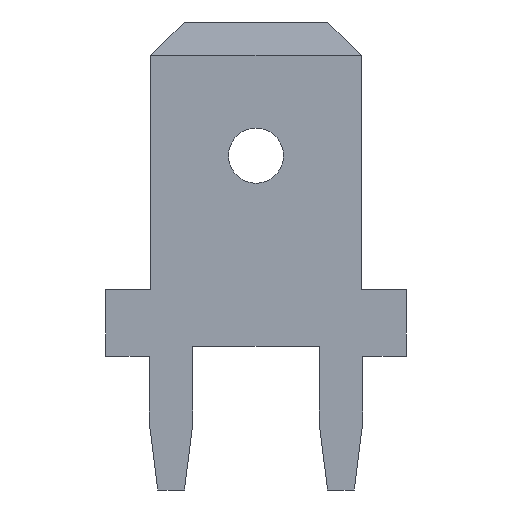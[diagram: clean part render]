
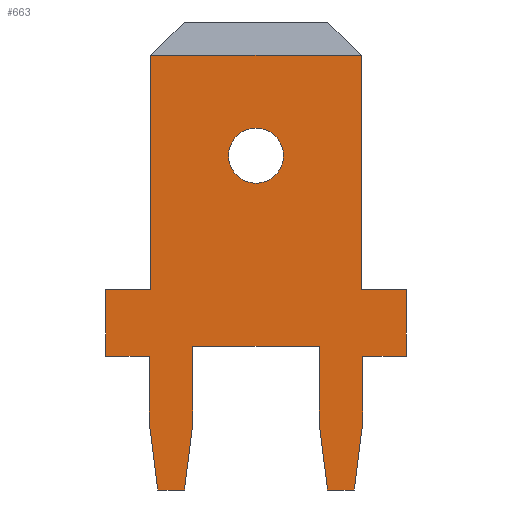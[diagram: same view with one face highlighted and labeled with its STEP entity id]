
A CAD part, front view. The second image highlights one B-rep face of the part: STEP entity #663.
In plain terms, the highlighted planar face has unit normal (0, -1, 0).
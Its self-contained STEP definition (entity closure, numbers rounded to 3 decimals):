
#232=CARTESIAN_POINT('',(0.,-0.8,-4.));
#233=DIRECTION('',(0.,-1.,0.));
#234=DIRECTION('',(1.,0.,0.));
#235=AXIS2_PLACEMENT_3D('',#232,#233,#234);
#237=CARTESIAN_POINT('',(0.,-0.8,-4.));
#238=DIRECTION('',(0.,-1.,0.));
#239=DIRECTION('',(-1.,0.,0.));
#240=AXIS2_PLACEMENT_3D('',#237,#238,#239);
#242=DIRECTION('',(-1.,0.,0.));
#243=VECTOR('',#242,6.3);
#244=CARTESIAN_POINT('',(3.15,-0.8,-1.));
#245=LINE('',#244,#243);
#246=DIRECTION('',(0.,0.,-1.));
#247=VECTOR('',#246,7.);
#248=CARTESIAN_POINT('',(3.15,-0.8,-1.));
#249=LINE('',#248,#247);
#250=DIRECTION('',(1.,0.,0.));
#251=VECTOR('',#250,1.35);
#252=CARTESIAN_POINT('',(3.15,-0.8,-8.));
#253=LINE('',#252,#251);
#254=DIRECTION('',(0.,0.,-1.));
#255=VECTOR('',#254,2.);
#256=CARTESIAN_POINT('',(4.5,-0.8,-8.));
#257=LINE('',#256,#255);
#258=DIRECTION('',(-1.,0.,0.));
#259=VECTOR('',#258,1.31);
#260=CARTESIAN_POINT('',(4.5,-0.8,-10.));
#261=LINE('',#260,#259);
#262=DIRECTION('',(0.,0.,-1.));
#263=VECTOR('',#262,2.);
#264=CARTESIAN_POINT('',(3.19,-0.8,-10.));
#265=LINE('',#264,#263);
#266=DIRECTION('',(-0.124,0.,-0.992));
#267=VECTOR('',#266,2.016);
#268=CARTESIAN_POINT('',(3.19,-0.8,-12.));
#269=LINE('',#268,#267);
#270=DIRECTION('',(-1.,0.,0.));
#271=VECTOR('',#270,0.8);
#272=CARTESIAN_POINT('',(2.94,-0.8,-14.));
#273=LINE('',#272,#271);
#274=DIRECTION('',(-0.124,0.,0.992));
#275=VECTOR('',#274,2.016);
#276=CARTESIAN_POINT('',(2.14,-0.8,-14.));
#277=LINE('',#276,#275);
#278=DIRECTION('',(0.,0.,1.));
#279=VECTOR('',#278,2.3);
#280=CARTESIAN_POINT('',(1.89,-0.8,-12.));
#281=LINE('',#280,#279);
#282=DIRECTION('',(-1.,0.,0.));
#283=VECTOR('',#282,3.78);
#284=CARTESIAN_POINT('',(1.89,-0.8,-9.7));
#285=LINE('',#284,#283);
#286=DIRECTION('',(0.,0.,-1.));
#287=VECTOR('',#286,2.3);
#288=CARTESIAN_POINT('',(-1.89,-0.8,-9.7));
#289=LINE('',#288,#287);
#290=DIRECTION('',(-0.124,0.,-0.992));
#291=VECTOR('',#290,2.016);
#292=CARTESIAN_POINT('',(-1.89,-0.8,-12.));
#293=LINE('',#292,#291);
#294=DIRECTION('',(-1.,0.,0.));
#295=VECTOR('',#294,0.8);
#296=CARTESIAN_POINT('',(-2.14,-0.8,-14.));
#297=LINE('',#296,#295);
#298=DIRECTION('',(-0.124,0.,0.992));
#299=VECTOR('',#298,2.016);
#300=CARTESIAN_POINT('',(-2.94,-0.8,-14.));
#301=LINE('',#300,#299);
#302=DIRECTION('',(0.,0.,1.));
#303=VECTOR('',#302,2.);
#304=CARTESIAN_POINT('',(-3.19,-0.8,-12.));
#305=LINE('',#304,#303);
#306=DIRECTION('',(-1.,0.,0.));
#307=VECTOR('',#306,1.31);
#308=CARTESIAN_POINT('',(-3.19,-0.8,-10.));
#309=LINE('',#308,#307);
#310=DIRECTION('',(0.,0.,1.));
#311=VECTOR('',#310,2.);
#312=CARTESIAN_POINT('',(-4.5,-0.8,-10.));
#313=LINE('',#312,#311);
#314=DIRECTION('',(1.,0.,0.));
#315=VECTOR('',#314,1.35);
#316=CARTESIAN_POINT('',(-4.5,-0.8,-8.));
#317=LINE('',#316,#315);
#318=DIRECTION('',(0.,0.,1.));
#319=VECTOR('',#318,7.);
#320=CARTESIAN_POINT('',(-3.15,-0.8,-8.));
#321=LINE('',#320,#319);
#470=CARTESIAN_POINT('',(3.15,-0.8,-8.));
#471=CARTESIAN_POINT('',(4.5,-0.8,-8.));
#472=VERTEX_POINT('',#470);
#473=VERTEX_POINT('',#471);
#474=CARTESIAN_POINT('',(4.5,-0.8,-10.));
#475=VERTEX_POINT('',#474);
#476=CARTESIAN_POINT('',(3.19,-0.8,-10.));
#477=VERTEX_POINT('',#476);
#478=CARTESIAN_POINT('',(3.19,-0.8,-12.));
#479=VERTEX_POINT('',#478);
#480=CARTESIAN_POINT('',(2.94,-0.8,-14.));
#481=VERTEX_POINT('',#480);
#482=CARTESIAN_POINT('',(2.14,-0.8,-14.));
#483=VERTEX_POINT('',#482);
#484=CARTESIAN_POINT('',(1.89,-0.8,-12.));
#485=VERTEX_POINT('',#484);
#486=CARTESIAN_POINT('',(1.89,-0.8,-9.7));
#487=VERTEX_POINT('',#486);
#488=CARTESIAN_POINT('',(-1.89,-0.8,-9.7));
#489=VERTEX_POINT('',#488);
#490=CARTESIAN_POINT('',(-1.89,-0.8,-12.));
#491=VERTEX_POINT('',#490);
#492=CARTESIAN_POINT('',(-2.14,-0.8,-14.));
#493=VERTEX_POINT('',#492);
#494=CARTESIAN_POINT('',(-2.94,-0.8,-14.));
#495=VERTEX_POINT('',#494);
#496=CARTESIAN_POINT('',(-3.19,-0.8,-12.));
#497=VERTEX_POINT('',#496);
#498=CARTESIAN_POINT('',(-3.19,-0.8,-10.));
#499=VERTEX_POINT('',#498);
#500=CARTESIAN_POINT('',(-4.5,-0.8,-10.));
#501=VERTEX_POINT('',#500);
#502=CARTESIAN_POINT('',(-4.5,-0.8,-8.));
#503=VERTEX_POINT('',#502);
#504=CARTESIAN_POINT('',(-3.15,-0.8,-8.));
#505=VERTEX_POINT('',#504);
#510=CARTESIAN_POINT('',(0.825,-0.8,-4.));
#511=CARTESIAN_POINT('',(-0.825,-0.8,-4.));
#512=VERTEX_POINT('',#510);
#513=VERTEX_POINT('',#511);
#518=CARTESIAN_POINT('',(3.15,-0.8,-1.));
#519=CARTESIAN_POINT('',(-3.15,-0.8,-1.));
#520=VERTEX_POINT('',#518);
#521=VERTEX_POINT('',#519);
#612=CARTESIAN_POINT('',(0.,-0.8,0.));
#613=DIRECTION('',(0.,1.,0.));
#614=DIRECTION('',(1.,0.,0.));
#615=AXIS2_PLACEMENT_3D('',#612,#613,#614);
#616=PLANE('',#615);
#618=ORIENTED_EDGE('',*,*,#617,.F.);
#620=ORIENTED_EDGE('',*,*,#619,.T.);
#622=ORIENTED_EDGE('',*,*,#621,.T.);
#624=ORIENTED_EDGE('',*,*,#623,.T.);
#626=ORIENTED_EDGE('',*,*,#625,.T.);
#628=ORIENTED_EDGE('',*,*,#627,.T.);
#630=ORIENTED_EDGE('',*,*,#629,.T.);
#632=ORIENTED_EDGE('',*,*,#631,.T.);
#634=ORIENTED_EDGE('',*,*,#633,.T.);
#636=ORIENTED_EDGE('',*,*,#635,.T.);
#638=ORIENTED_EDGE('',*,*,#637,.T.);
#640=ORIENTED_EDGE('',*,*,#639,.T.);
#642=ORIENTED_EDGE('',*,*,#641,.T.);
#644=ORIENTED_EDGE('',*,*,#643,.T.);
#646=ORIENTED_EDGE('',*,*,#645,.T.);
#648=ORIENTED_EDGE('',*,*,#647,.T.);
#650=ORIENTED_EDGE('',*,*,#649,.T.);
#652=ORIENTED_EDGE('',*,*,#651,.T.);
#654=ORIENTED_EDGE('',*,*,#653,.T.);
#656=ORIENTED_EDGE('',*,*,#655,.T.);
#657=EDGE_LOOP('',(#618,#620,#622,#624,#626,#628,#630,#632,#634,#636,#638,#640,
#642,#644,#646,#648,#650,#652,#654,#656));
#658=FACE_OUTER_BOUND('',#657,.F.);
#659=ORIENTED_EDGE('',*,*,#592,.T.);
#660=ORIENTED_EDGE('',*,*,#606,.T.);
#661=EDGE_LOOP('',(#659,#660));
#662=FACE_BOUND('',#661,.F.);
#236=CIRCLE('',#235,0.825);
#241=CIRCLE('',#240,0.825);
#592=EDGE_CURVE('',#512,#513,#236,.T.);
#606=EDGE_CURVE('',#513,#512,#241,.T.);
#617=EDGE_CURVE('',#520,#521,#245,.T.);
#619=EDGE_CURVE('',#520,#472,#249,.T.);
#621=EDGE_CURVE('',#472,#473,#253,.T.);
#623=EDGE_CURVE('',#473,#475,#257,.T.);
#625=EDGE_CURVE('',#475,#477,#261,.T.);
#627=EDGE_CURVE('',#477,#479,#265,.T.);
#629=EDGE_CURVE('',#479,#481,#269,.T.);
#631=EDGE_CURVE('',#481,#483,#273,.T.);
#633=EDGE_CURVE('',#483,#485,#277,.T.);
#635=EDGE_CURVE('',#485,#487,#281,.T.);
#637=EDGE_CURVE('',#487,#489,#285,.T.);
#639=EDGE_CURVE('',#489,#491,#289,.T.);
#641=EDGE_CURVE('',#491,#493,#293,.T.);
#643=EDGE_CURVE('',#493,#495,#297,.T.);
#645=EDGE_CURVE('',#495,#497,#301,.T.);
#647=EDGE_CURVE('',#497,#499,#305,.T.);
#649=EDGE_CURVE('',#499,#501,#309,.T.);
#651=EDGE_CURVE('',#501,#503,#313,.T.);
#653=EDGE_CURVE('',#503,#505,#317,.T.);
#655=EDGE_CURVE('',#505,#521,#321,.T.);
#663=ADVANCED_FACE('',(#658,#662),#616,.F.);
